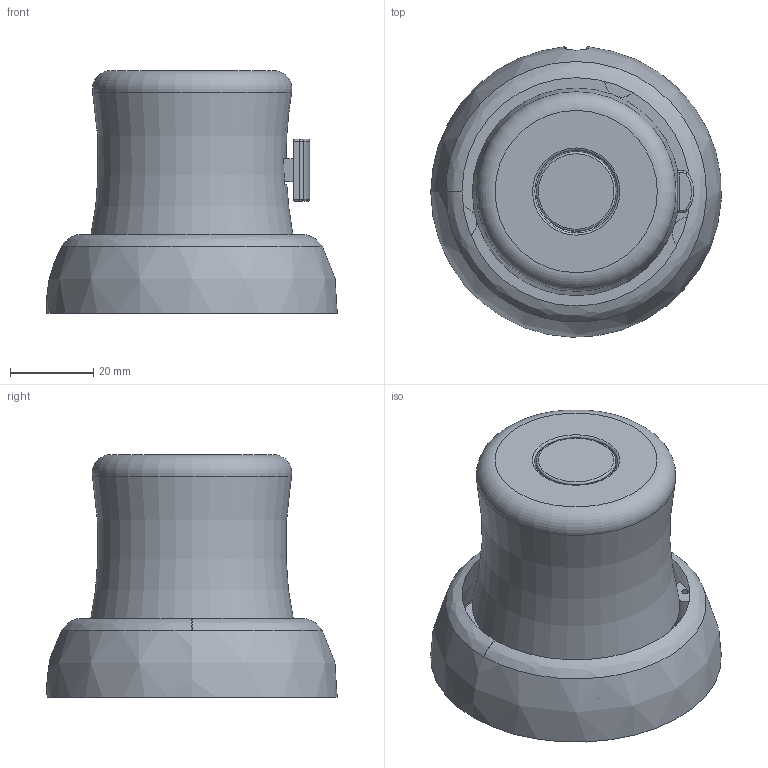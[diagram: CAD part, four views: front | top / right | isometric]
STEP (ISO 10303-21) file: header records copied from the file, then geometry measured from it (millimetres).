
FILE_DESCRIPTION(/* description */ (''),/* implementation_level */ '2;1');
FILE_NAME(/* name */ 'SpaceRat V2.step',/* time_stamp */ '2022-01-21T19:03:10+01:00',/* author */ (''),/* organization */ (''),/* preprocessor_version */ 'ST-DEVELOPER v18.1',/* originating_system */ 'Autodesk Translation Framework v10.13.0.1454',/* authorisation */ '');
FILE_SCHEMA (('AUTOMOTIVE_DESIGN { 1 0 10303 214 3 1 1 }'));
Length unit declared in the file: millimetre
Products named in the file (2): new v2 concept; Component1
Assembly tree (1 placements, depth 2):
  new v2 concept
    Component1
Bounding box: 69.97 x 69.96 x 58.5 mm (x, y, z)
Volume: 59650.5 mm3; surface area: 39370.1 mm2
Topology: 9 solids, 9 shells, 305 faces, 746 edges, 478 vertices
Faces by surface type: plane 134, cylinder 102, torus 34, bspline 20, cone 11, sphere 4
Full cylindrical faces by diameter (mm): 1.2 x5, 1.6 x6, 1.8 x3, 2.2 x9, 2.6 x3, 2.9 x2, 3 x1, 3.2 x4, 3.7 x1, 5.5 x1, 7 x1, 8 x1, 8.1 x2, 12 x1, 14.1 x1, 19.2 x1, 20 x1, 32 x1, 40 x1, 42 x1, 63.264 x1
Entity records: 10683 total; most frequent: CARTESIAN_POINT 3284, DIRECTION 1560, ORIENTED_EDGE 1492, EDGE_CURVE 746, AXIS2_PLACEMENT_3D 613, VERTEX_POINT 478, EDGE_LOOP 384, LINE 334
